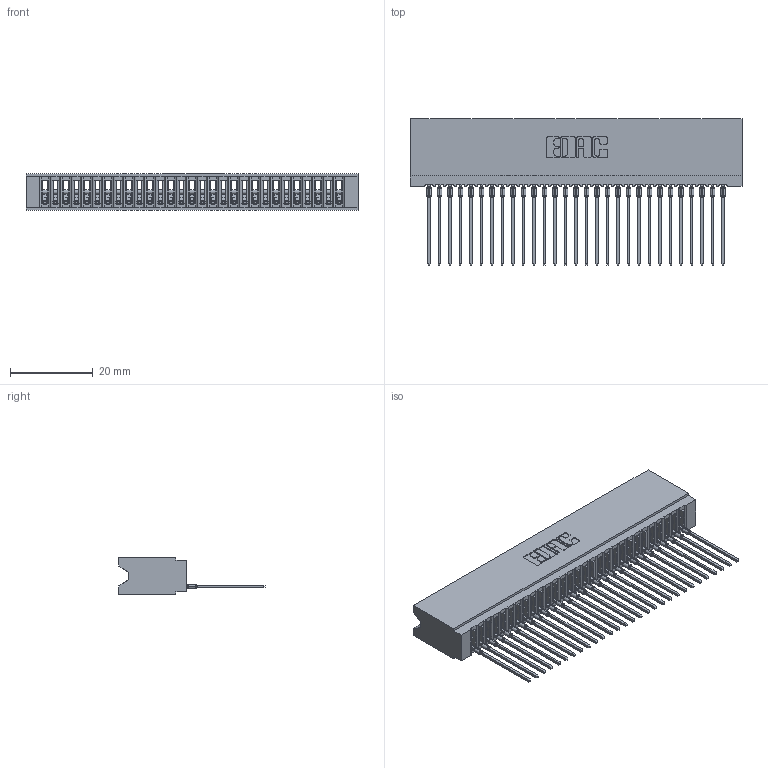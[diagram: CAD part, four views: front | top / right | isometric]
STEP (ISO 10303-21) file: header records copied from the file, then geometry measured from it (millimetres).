
FILE_DESCRIPTION (( 'STEP AP203' ), '1' );
FILE_NAME ('745-029-541-106.STEP', '2026-02-25T17:36:31', ( '' ), ( '' ), 'SwSTEP 2.0', 'SolidWorks 2023', '' );
FILE_SCHEMA (( 'CONFIG_CONTROL_DESIGN' ));
Length unit declared in the file: millimetre
Products named in the file (3): 745-292-001_541; 745 Part_Insulator Option - 06; 745-029-541-106
Assembly tree (30 placements, depth 2):
  745-029-541-106
    745 Part_Insulator Option - 06
    745-292-001_541  x29
Bounding box: 80.26 x 35.45 x 8.89 mm (x, y, z)
Volume: 7142.4 mm3; surface area: 13644.2 mm2
Topology: 30 solids, 30 shells, 3344 faces, 9192 edges, 5798 vertices
Faces by surface type: plane 1999, cylinder 591, bspline 580, torus 174
Entity records: 49689 total; most frequent: CARTESIAN_POINT 9257, ORIENTED_EDGE 8696, DIRECTION 7550, EDGE_CURVE 4348, VECTOR 3992, LINE 3992, VERTEX_POINT 2774, AXIS2_PLACEMENT_3D 1779
